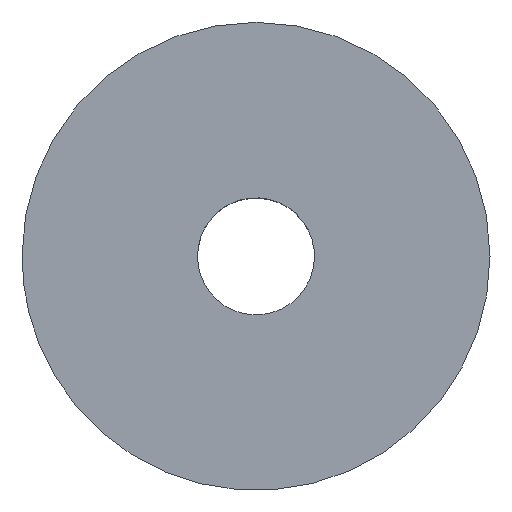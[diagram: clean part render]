
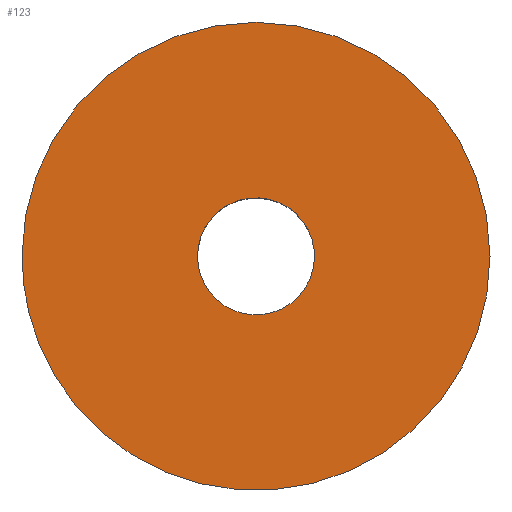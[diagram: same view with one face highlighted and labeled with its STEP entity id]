
A CAD part, top view. The second image highlights one B-rep face of the part: STEP entity #123.
In plain terms, the highlighted planar face has unit normal (0, 0, 1).
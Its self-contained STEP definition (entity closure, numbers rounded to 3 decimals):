
#123=ADVANCED_FACE('',(#248,#249),#247,.F.);
#247=PLANE('',#413);
#248=FACE_OUTER_BOUND('',#414,.T.);
#249=FACE_BOUND('',#415,.T.);
#410=CARTESIAN_POINT('',(7.2,-7.562,9.));
#411=DIRECTION('',(0.,0.,-1.));
#412=DIRECTION('',(-1.,0.,0.));
#413=AXIS2_PLACEMENT_3D('',#410,#411,#412);
#414=EDGE_LOOP('',(#563,#564,#565,#566));
#415=EDGE_LOOP('',(#567,#568,#569));
#563=ORIENTED_EDGE('',*,*,#642,.F.);
#564=ORIENTED_EDGE('',*,*,#639,.F.);
#565=ORIENTED_EDGE('',*,*,#644,.F.);
#566=ORIENTED_EDGE('',*,*,#643,.F.);
#567=ORIENTED_EDGE('',*,*,#661,.T.);
#568=ORIENTED_EDGE('',*,*,#662,.T.);
#569=ORIENTED_EDGE('',*,*,#663,.T.);
#639=EDGE_CURVE('',#837,#844,#845,.T.);
#642=EDGE_CURVE('',#844,#864,#865,.T.);
#643=EDGE_CURVE('',#864,#871,#872,.T.);
#644=EDGE_CURVE('',#871,#837,#878,.T.);
#661=EDGE_CURVE('',#995,#996,#997,.T.);
#662=EDGE_CURVE('',#996,#1003,#1004,.T.);
#663=EDGE_CURVE('',#1003,#995,#1010,.T.);
#837=VERTEX_POINT('',#1173);
#844=VERTEX_POINT('',#1177);
#845=CIRCLE('',#1181,6.);
#864=VERTEX_POINT('',#1190);
#865=CIRCLE('',#1194,6.);
#871=VERTEX_POINT('',#1195);
#872=CIRCLE('',#1199,6.);
#878=CIRCLE('',#1203,6.);
#995=VERTEX_POINT('',#1283);
#996=VERTEX_POINT('',#1284);
#997=CIRCLE('',#1288,1.5);
#1003=VERTEX_POINT('',#1289);
#1004=CIRCLE('',#1293,1.5);
#1010=CIRCLE('',#1297,1.5);
#1173=CARTESIAN_POINT('',(0.471,-5.982,9.));
#1177=CARTESIAN_POINT('',(-5.579,-2.207,9.));
#1178=CARTESIAN_POINT('',(0.,0.,9.));
#1179=DIRECTION('',(0.,0.,-1.));
#1180=DIRECTION('',(-0.078,0.997,0.));
#1181=AXIS2_PLACEMENT_3D('',#1178,#1179,#1180);
#1190=CARTESIAN_POINT('',(-6.,0.,9.));
#1191=CARTESIAN_POINT('',(0.,0.,9.));
#1192=DIRECTION('',(0.,0.,-1.));
#1193=DIRECTION('',(0.93,0.368,0.));
#1194=AXIS2_PLACEMENT_3D('',#1191,#1192,#1193);
#1195=CARTESIAN_POINT('',(6.,0.,9.));
#1196=CARTESIAN_POINT('',(0.,0.,9.));
#1197=DIRECTION('',(0.,0.,-1.));
#1198=DIRECTION('',(1.,0.,0.));
#1199=AXIS2_PLACEMENT_3D('',#1196,#1197,#1198);
#1200=CARTESIAN_POINT('',(0.,0.,9.));
#1201=DIRECTION('',(0.,0.,-1.));
#1202=DIRECTION('',(-1.,0.,0.));
#1203=AXIS2_PLACEMENT_3D('',#1200,#1201,#1202);
#1283=CARTESIAN_POINT('',(-1.5,0.,9.));
#1284=CARTESIAN_POINT('',(-0.177,1.489,9.));
#1285=CARTESIAN_POINT('',(0.,0.,9.));
#1286=DIRECTION('',(0.,0.,-1.));
#1287=DIRECTION('',(-1.,0.,0.));
#1288=AXIS2_PLACEMENT_3D('',#1285,#1286,#1287);
#1289=CARTESIAN_POINT('',(0.177,-1.49,9.));
#1290=CARTESIAN_POINT('',(0.,0.,9.));
#1291=DIRECTION('',(0.,0.,-1.));
#1292=DIRECTION('',(-1.,0.,0.));
#1293=AXIS2_PLACEMENT_3D('',#1290,#1291,#1292);
#1294=CARTESIAN_POINT('',(0.,0.,9.));
#1295=DIRECTION('',(0.,0.,-1.));
#1296=DIRECTION('',(-1.,0.,0.));
#1297=AXIS2_PLACEMENT_3D('',#1294,#1295,#1296);
